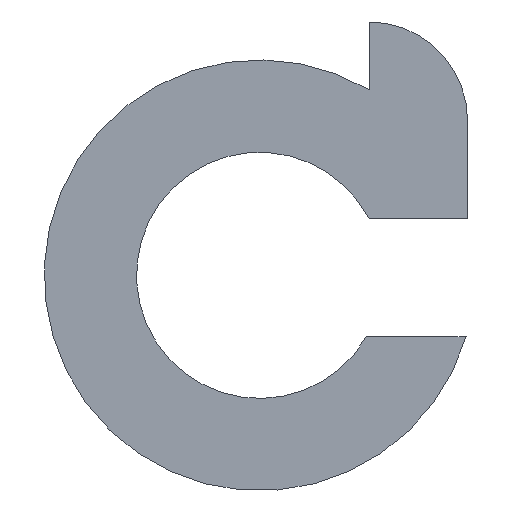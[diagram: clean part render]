
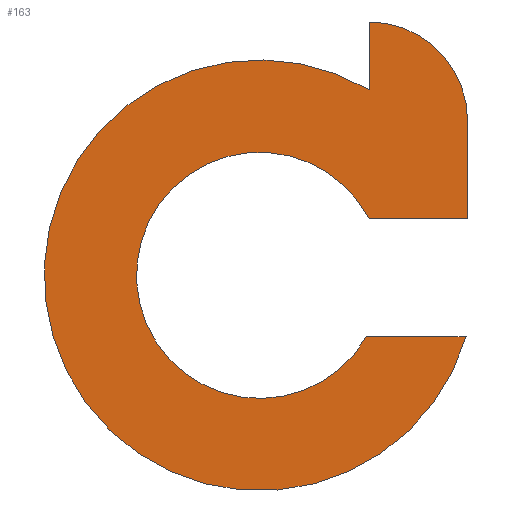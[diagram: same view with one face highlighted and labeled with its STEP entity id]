
A CAD part, front view. The second image highlights one B-rep face of the part: STEP entity #163.
In plain terms, the highlighted planar face has unit normal (0, -1, 0).
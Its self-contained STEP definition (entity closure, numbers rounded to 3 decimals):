
#15=CIRCLE('',#181,16.);
#17=CIRCLE('',#185,35.);
#19=CIRCLE('',#189,20.);
#32=FACE_OUTER_BOUND('',#41,.T.);
#41=EDGE_LOOP('',(#142,#143,#144,#145,#146,#147,#148));
#42=LINE('',#244,#57);
#46=LINE('',#252,#61);
#50=LINE('',#264,#65);
#54=LINE('',#276,#69);
#57=VECTOR('',#197,10.);
#61=VECTOR('',#203,10.);
#65=VECTOR('',#215,10.);
#69=VECTOR('',#227,10.);
#72=VERTEX_POINT('',#242);
#73=VERTEX_POINT('',#243);
#76=VERTEX_POINT('',#251);
#78=VERTEX_POINT('',#257);
#80=VERTEX_POINT('',#263);
#82=VERTEX_POINT('',#269);
#84=VERTEX_POINT('',#275);
#86=EDGE_CURVE('',#72,#73,#42,.T.);
#90=EDGE_CURVE('',#73,#76,#46,.T.);
#93=EDGE_CURVE('',#78,#76,#15,.T.);
#96=EDGE_CURVE('',#78,#80,#50,.T.);
#99=EDGE_CURVE('',#82,#80,#17,.T.);
#102=EDGE_CURVE('',#84,#82,#54,.T.);
#105=EDGE_CURVE('',#84,#72,#19,.T.);
#142=ORIENTED_EDGE('',*,*,#105,.T.);
#143=ORIENTED_EDGE('',*,*,#86,.T.);
#144=ORIENTED_EDGE('',*,*,#90,.T.);
#145=ORIENTED_EDGE('',*,*,#93,.F.);
#146=ORIENTED_EDGE('',*,*,#96,.T.);
#147=ORIENTED_EDGE('',*,*,#99,.F.);
#148=ORIENTED_EDGE('',*,*,#102,.F.);
#154=PLANE('',#192);
#163=ADVANCED_FACE('',(#32),#154,.F.);
#181=AXIS2_PLACEMENT_3D('',#258,#208,#209);
#185=AXIS2_PLACEMENT_3D('',#270,#220,#221);
#189=AXIS2_PLACEMENT_3D('',#281,#232,#233);
#192=AXIS2_PLACEMENT_3D('',#284,#238,#239);
#197=DIRECTION('',(1.,0.,0.));
#203=DIRECTION('',(0.,0.,1.));
#208=DIRECTION('center_axis',(0.,1.,0.));
#209=DIRECTION('ref_axis',(0.,0.,1.));
#215=DIRECTION('',(0.,0.,-1.));
#220=DIRECTION('center_axis',(0.,1.,0.));
#221=DIRECTION('ref_axis',(1.,0.,0.));
#227=DIRECTION('',(1.,0.,0.));
#232=DIRECTION('center_axis',(0.,1.,0.));
#233=DIRECTION('ref_axis',(1.,0.,0.));
#238=DIRECTION('center_axis',(0.,1.,0.));
#239=DIRECTION('ref_axis',(1.,0.,0.));
#242=CARTESIAN_POINT('',(17.781,0.,9.156));
#243=CARTESIAN_POINT('',(33.781,0.,9.156));
#244=CARTESIAN_POINT('',(17.781,0.,9.156));
#251=CARTESIAN_POINT('',(33.781,0.,25.156));
#252=CARTESIAN_POINT('',(33.781,0.,9.156));
#257=CARTESIAN_POINT('',(17.781,0.,41.156));
#258=CARTESIAN_POINT('Origin',(17.781,0.,25.156));
#263=CARTESIAN_POINT('',(17.781,0.,30.147));
#264=CARTESIAN_POINT('',(17.781,0.,41.156));
#269=CARTESIAN_POINT('',(33.541,0.,-10.));
#270=CARTESIAN_POINT('Origin',(0.,0.,0.));
#275=CARTESIAN_POINT('',(17.321,0.,-10.));
#276=CARTESIAN_POINT('',(17.321,0.,-10.));
#281=CARTESIAN_POINT('Origin',(0.,0.,0.));
#284=CARTESIAN_POINT('Origin',(-0.609,0.,3.078));
